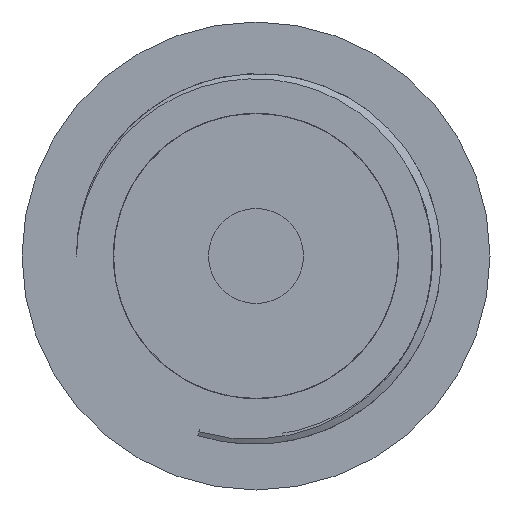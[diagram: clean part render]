
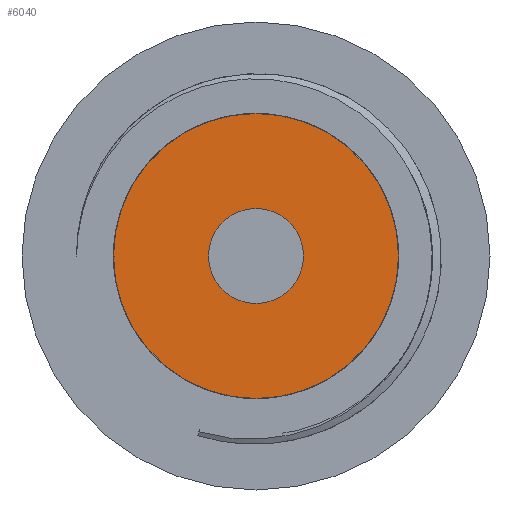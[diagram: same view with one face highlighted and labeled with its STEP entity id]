
A CAD part, left-side view. The second image highlights one B-rep face of the part: STEP entity #6040.
In plain terms, the highlighted planar face has unit normal (-1, 0, 0).
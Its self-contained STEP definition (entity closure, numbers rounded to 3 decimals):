
#2240=CARTESIAN_POINT('',(-11.5,0.,0.));
#2241=DIRECTION('',(-1.,0.,0.));
#2242=DIRECTION('',(0.,-1.,0.));
#2243=AXIS2_PLACEMENT_3D('',#2240,#2241,#2242);
#2245=CARTESIAN_POINT('',(-11.5,0.,0.));
#2246=DIRECTION('',(-1.,0.,0.));
#2247=DIRECTION('',(0.,1.,0.));
#2248=AXIS2_PLACEMENT_3D('',#2245,#2246,#2247);
#2250=CARTESIAN_POINT('',(-11.5,0.,0.));
#2251=DIRECTION('',(-1.,0.,0.));
#2252=DIRECTION('',(0.,-1.,0.));
#2253=AXIS2_PLACEMENT_3D('',#2250,#2251,#2252);
#2255=CARTESIAN_POINT('',(-11.5,0.,0.));
#2256=DIRECTION('',(-1.,0.,0.));
#2257=DIRECTION('',(0.,1.,0.));
#2258=AXIS2_PLACEMENT_3D('',#2255,#2256,#2257);
#4268=CARTESIAN_POINT('',(-11.5,-6.,0.));
#4269=CARTESIAN_POINT('',(-11.5,6.,0.));
#4270=VERTEX_POINT('',#4268);
#4271=VERTEX_POINT('',#4269);
#4457=CARTESIAN_POINT('',(-11.5,-2.,0.));
#4458=CARTESIAN_POINT('',(-11.5,2.,0.));
#4459=VERTEX_POINT('',#4457);
#4460=VERTEX_POINT('',#4458);
#6025=CARTESIAN_POINT('',(-11.5,0.,0.));
#6026=DIRECTION('',(-1.,0.,0.));
#6027=DIRECTION('',(0.,-1.,0.));
#6028=AXIS2_PLACEMENT_3D('',#6025,#6026,#6027);
#6029=PLANE('',#6028);
#6030=ORIENTED_EDGE('',*,*,#4799,.F.);
#6031=ORIENTED_EDGE('',*,*,#5603,.F.);
#6032=EDGE_LOOP('',(#6030,#6031));
#6033=FACE_OUTER_BOUND('',#6032,.F.);
#6035=ORIENTED_EDGE('',*,*,#6034,.T.);
#6037=ORIENTED_EDGE('',*,*,#6036,.T.);
#6038=EDGE_LOOP('',(#6035,#6037));
#6039=FACE_BOUND('',#6038,.F.);
#2244=CIRCLE('',#2243,6.);
#2249=CIRCLE('',#2248,6.);
#2254=CIRCLE('',#2253,2.);
#2259=CIRCLE('',#2258,2.);
#4799=EDGE_CURVE('',#4270,#4271,#2244,.T.);
#5603=EDGE_CURVE('',#4271,#4270,#2249,.T.);
#6034=EDGE_CURVE('',#4459,#4460,#2254,.T.);
#6036=EDGE_CURVE('',#4460,#4459,#2259,.T.);
#6040=ADVANCED_FACE('',(#6033,#6039),#6029,.T.);
